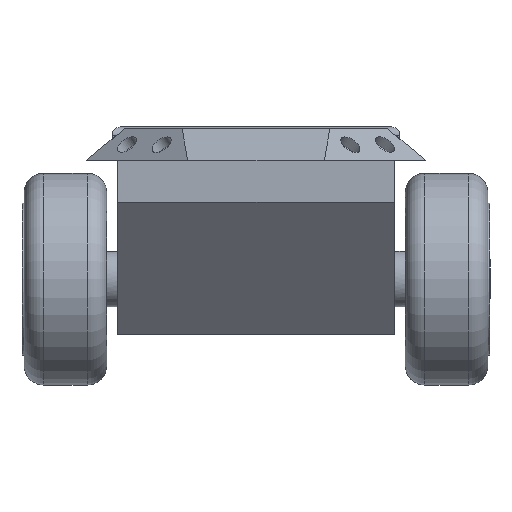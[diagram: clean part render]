
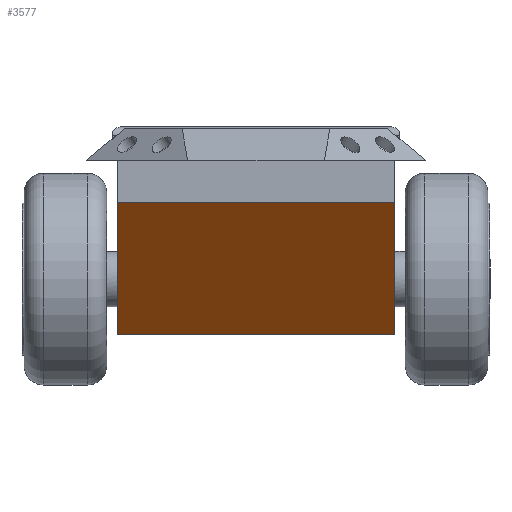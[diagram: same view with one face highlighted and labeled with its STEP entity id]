
A CAD part, left-side view. The second image highlights one B-rep face of the part: STEP entity #3577.
In plain terms, the highlighted planar face has unit normal (-0.762, 0, -0.648).
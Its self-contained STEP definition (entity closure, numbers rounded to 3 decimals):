
#756=ORIENTED_EDGE('',*,*,#829,.F.);
#757=ORIENTED_EDGE('',*,*,#1022,.F.);
#758=ORIENTED_EDGE('',*,*,#827,.F.);
#759=ORIENTED_EDGE('',*,*,#841,.F.);
#760=ORIENTED_EDGE('',*,*,#855,.F.);
#761=ORIENTED_EDGE('',*,*,#1023,.F.);
#762=ORIENTED_EDGE('',*,*,#853,.F.);
#763=ORIENTED_EDGE('',*,*,#821,.F.);
#821=EDGE_CURVE('',#1065,#1063,#1279,.T.);
#827=EDGE_CURVE('',#1068,#1069,#1285,.T.);
#829=EDGE_CURVE('',#1070,#1065,#1286,.T.);
#841=EDGE_CURVE('',#1077,#1068,#1293,.T.);
#853=EDGE_CURVE('',#1063,#1087,#1295,.T.);
#855=EDGE_CURVE('',#1088,#1077,#1296,.T.);
#1022=EDGE_CURVE('',#1069,#1070,#1316,.T.);
#1023=EDGE_CURVE('',#1087,#1088,#1317,.T.);
#1063=VERTEX_POINT('',#4783);
#1065=VERTEX_POINT('',#4787);
#1068=VERTEX_POINT('',#4798);
#1069=VERTEX_POINT('',#4800);
#1070=VERTEX_POINT('',#4802);
#1077=VERTEX_POINT('',#4826);
#1087=VERTEX_POINT('',#4856);
#1088=VERTEX_POINT('',#4858);
#1279=LINE('',#4788,#1361);
#1285=LINE('',#4799,#1367);
#1286=LINE('',#4803,#1368);
#1293=LINE('',#4827,#1375);
#1295=LINE('',#4855,#1377);
#1296=LINE('',#4859,#1378);
#1316=LINE('',#5324,#1398);
#1317=LINE('',#5326,#1399);
#1361=VECTOR('',#3991,1000.);
#1367=VECTOR('',#4001,1000.);
#1368=VECTOR('',#4004,1000.);
#1375=VECTOR('',#4031,1000.);
#1377=VECTOR('',#4067,1000.);
#1378=VECTOR('',#4070,1000.);
#1398=VECTOR('',#4682,1000.);
#1399=VECTOR('',#4685,1000.);
#1746=EDGE_LOOP('',(#756,#757,#758,#759,#760,#761,#762,#763));
#2094=FACE_BOUND('',#1746,.T.);
#2180=PLANE('',#3924);
#3577=ADVANCED_FACE('',(#2094),#2180,.F.);
#3924=AXIS2_PLACEMENT_3D('',#5327,#4686,#4687);
#3991=DIRECTION('',(0.,1.,0.));
#4001=DIRECTION('',(0.648,0.,-0.762));
#4004=DIRECTION('',(0.648,0.,-0.762));
#4031=DIRECTION('',(0.,-1.,0.));
#4067=DIRECTION('',(-0.648,0.,0.762));
#4070=DIRECTION('',(-0.648,0.,0.762));
#4682=DIRECTION('',(0.648,0.,-0.762));
#4685=DIRECTION('',(-0.648,0.,0.762));
#4686=DIRECTION('',(0.762,0.,0.648));
#4687=DIRECTION('',(0.648,0.,-0.762));
#4783=CARTESIAN_POINT('',(-192.676,554.,-185.25));
#4787=CARTESIAN_POINT('',(-192.676,56.,-185.25));
#4788=CARTESIAN_POINT('',(-192.676,610.,-185.25));
#4798=CARTESIAN_POINT('',(-395.5,56.,53.391));
#4799=CARTESIAN_POINT('',(-188.32,56.,-190.375));
#4800=CARTESIAN_POINT('',(-254.131,56.,-112.943));
#4802=CARTESIAN_POINT('',(-246.542,56.,-121.872));
#4803=CARTESIAN_POINT('',(-188.32,56.,-190.375));
#4826=CARTESIAN_POINT('',(-395.5,554.,53.391));
#4827=CARTESIAN_POINT('',(-395.5,3053.887,53.391));
#4855=CARTESIAN_POINT('',(-188.32,554.,-190.375));
#4856=CARTESIAN_POINT('',(-246.542,554.,-121.872));
#4858=CARTESIAN_POINT('',(-254.131,554.,-112.943));
#4859=CARTESIAN_POINT('',(-188.32,554.,-190.375));
#5324=CARTESIAN_POINT('',(-188.32,56.,-190.375));
#5326=CARTESIAN_POINT('',(-188.32,554.,-190.375));
#5327=CARTESIAN_POINT('',(-188.32,3053.887,-190.375));
